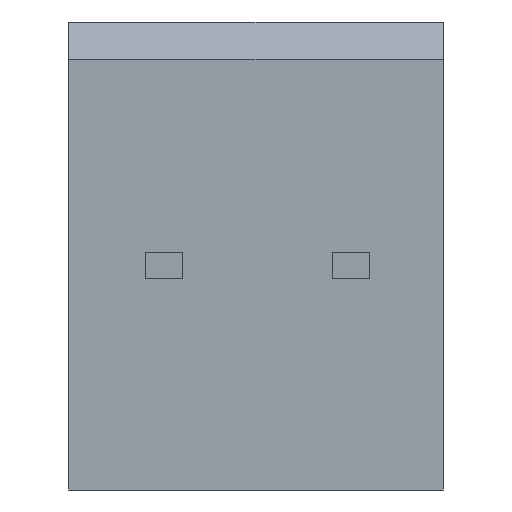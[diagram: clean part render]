
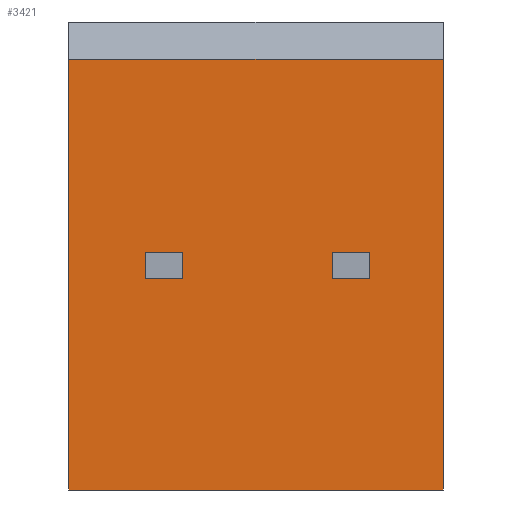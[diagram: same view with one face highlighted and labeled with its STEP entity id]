
A CAD part, front view. The second image highlights one B-rep face of the part: STEP entity #3421.
In plain terms, the highlighted planar face has unit normal (0, -1, 0).
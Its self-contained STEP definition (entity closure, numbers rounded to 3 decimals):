
#138=DIRECTION('',(0.,0.,-1.));
#139=VECTOR('',#138,11.5);
#140=CARTESIAN_POINT('',(-5.,0.,-1.));
#141=LINE('',#140,#139);
#501=DIRECTION('',(1.,0.,0.));
#502=VECTOR('',#501,10.);
#503=CARTESIAN_POINT('',(-5.,0.,-12.5));
#504=LINE('',#503,#502);
#1310=DIRECTION('',(1.,0.,0.));
#1311=VECTOR('',#1310,10.);
#1312=CARTESIAN_POINT('',(-5.,0.,-1.));
#1313=LINE('',#1312,#1311);
#1314=DIRECTION('',(0.,0.,1.));
#1315=VECTOR('',#1314,0.7);
#1316=CARTESIAN_POINT('',(-1.96,0.,-6.85));
#1317=LINE('',#1316,#1315);
#1318=DIRECTION('',(-1.,0.,0.));
#1319=VECTOR('',#1318,1.);
#1320=CARTESIAN_POINT('',(-1.96,0.,-6.15));
#1321=LINE('',#1320,#1319);
#1322=DIRECTION('',(0.,0.,1.));
#1323=VECTOR('',#1322,0.7);
#1324=CARTESIAN_POINT('',(-2.96,0.,-6.85));
#1325=LINE('',#1324,#1323);
#1326=DIRECTION('',(-1.,0.,0.));
#1327=VECTOR('',#1326,1.);
#1328=CARTESIAN_POINT('',(-1.96,0.,-6.85));
#1329=LINE('',#1328,#1327);
#1330=DIRECTION('',(0.,0.,1.));
#1331=VECTOR('',#1330,0.7);
#1332=CARTESIAN_POINT('',(3.04,0.,-6.85));
#1333=LINE('',#1332,#1331);
#1334=DIRECTION('',(-1.,0.,0.));
#1335=VECTOR('',#1334,1.);
#1336=CARTESIAN_POINT('',(3.04,0.,-6.15));
#1337=LINE('',#1336,#1335);
#1338=DIRECTION('',(0.,0.,1.));
#1339=VECTOR('',#1338,0.7);
#1340=CARTESIAN_POINT('',(2.04,0.,-6.85));
#1341=LINE('',#1340,#1339);
#1342=DIRECTION('',(-1.,0.,0.));
#1343=VECTOR('',#1342,1.);
#1344=CARTESIAN_POINT('',(3.04,0.,-6.85));
#1345=LINE('',#1344,#1343);
#1370=DIRECTION('',(0.,0.,-1.));
#1371=VECTOR('',#1370,11.5);
#1372=CARTESIAN_POINT('',(5.,0.,-1.));
#1373=LINE('',#1372,#1371);
#1439=CARTESIAN_POINT('',(-5.,0.,-1.));
#1441=VERTEX_POINT('',#1439);
#1442=CARTESIAN_POINT('',(-5.,0.,-12.5));
#1443=VERTEX_POINT('',#1442);
#1453=CARTESIAN_POINT('',(5.,0.,-1.));
#1455=VERTEX_POINT('',#1453);
#1456=CARTESIAN_POINT('',(5.,0.,-12.5));
#1457=VERTEX_POINT('',#1456);
#1586=CARTESIAN_POINT('',(-1.96,0.,-6.85));
#1587=CARTESIAN_POINT('',(-1.96,0.,-6.15));
#1588=VERTEX_POINT('',#1586);
#1589=VERTEX_POINT('',#1587);
#1590=CARTESIAN_POINT('',(-2.96,0.,-6.85));
#1591=CARTESIAN_POINT('',(-2.96,0.,-6.15));
#1592=VERTEX_POINT('',#1590);
#1593=VERTEX_POINT('',#1591);
#1740=CARTESIAN_POINT('',(3.04,0.,-6.85));
#1741=VERTEX_POINT('',#1740);
#1742=CARTESIAN_POINT('',(3.04,0.,-6.15));
#1743=VERTEX_POINT('',#1742);
#1744=CARTESIAN_POINT('',(2.04,0.,-6.85));
#1745=VERTEX_POINT('',#1744);
#1746=CARTESIAN_POINT('',(2.04,0.,-6.15));
#1747=VERTEX_POINT('',#1746);
#3389=CARTESIAN_POINT('',(-5.,0.,-1.));
#3390=DIRECTION('',(0.,-1.,0.));
#3391=DIRECTION('',(0.,0.,-1.));
#3392=AXIS2_PLACEMENT_3D('',#3389,#3390,#3391);
#3393=PLANE('',#3392);
#3394=ORIENTED_EDGE('',*,*,#1821,.F.);
#3395=ORIENTED_EDGE('',*,*,#1846,.T.);
#3397=ORIENTED_EDGE('',*,*,#3396,.T.);
#3398=ORIENTED_EDGE('',*,*,#2295,.F.);
#3399=EDGE_LOOP('',(#3394,#3395,#3397,#3398));
#3400=FACE_OUTER_BOUND('',#3399,.F.);
#3402=ORIENTED_EDGE('',*,*,#3401,.T.);
#3404=ORIENTED_EDGE('',*,*,#3403,.T.);
#3406=ORIENTED_EDGE('',*,*,#3405,.F.);
#3408=ORIENTED_EDGE('',*,*,#3407,.F.);
#3409=EDGE_LOOP('',(#3402,#3404,#3406,#3408));
#3410=FACE_BOUND('',#3409,.F.);
#3412=ORIENTED_EDGE('',*,*,#3411,.T.);
#3414=ORIENTED_EDGE('',*,*,#3413,.T.);
#3416=ORIENTED_EDGE('',*,*,#3415,.F.);
#3418=ORIENTED_EDGE('',*,*,#3417,.F.);
#3419=EDGE_LOOP('',(#3412,#3414,#3416,#3418));
#3420=FACE_BOUND('',#3419,.F.);
#1821=EDGE_CURVE('',#1441,#1443,#141,.T.);
#1846=EDGE_CURVE('',#1441,#1455,#1313,.T.);
#2295=EDGE_CURVE('',#1443,#1457,#504,.T.);
#3396=EDGE_CURVE('',#1455,#1457,#1373,.T.);
#3401=EDGE_CURVE('',#1588,#1589,#1317,.T.);
#3403=EDGE_CURVE('',#1589,#1593,#1321,.T.);
#3405=EDGE_CURVE('',#1592,#1593,#1325,.T.);
#3407=EDGE_CURVE('',#1588,#1592,#1329,.T.);
#3411=EDGE_CURVE('',#1741,#1743,#1333,.T.);
#3413=EDGE_CURVE('',#1743,#1747,#1337,.T.);
#3415=EDGE_CURVE('',#1745,#1747,#1341,.T.);
#3417=EDGE_CURVE('',#1741,#1745,#1345,.T.);
#3421=ADVANCED_FACE('',(#3400,#3410,#3420),#3393,.T.);
